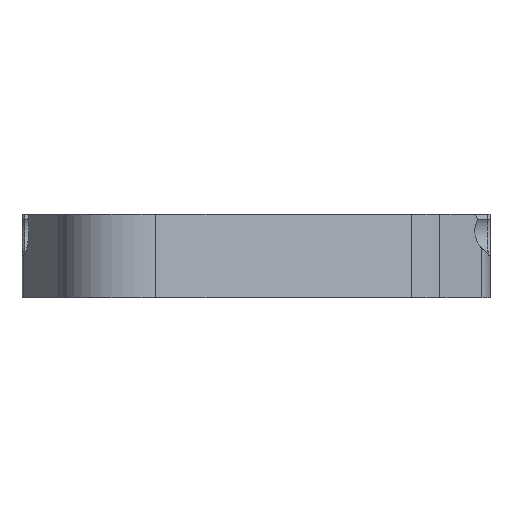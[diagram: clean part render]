
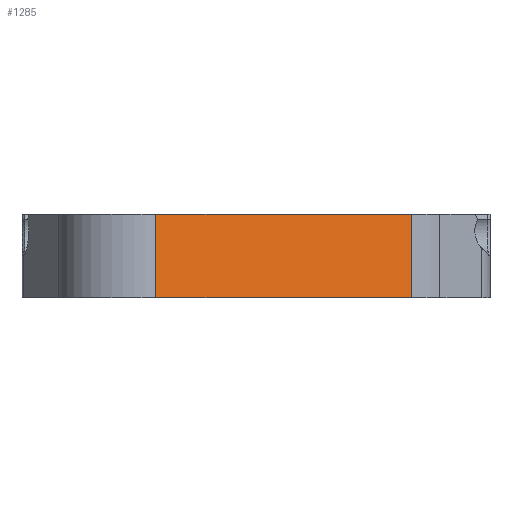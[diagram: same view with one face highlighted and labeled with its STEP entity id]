
A CAD part, front view. The second image highlights one B-rep face of the part: STEP entity #1285.
In plain terms, the highlighted planar face has unit normal (0.419, -0.908, 0).
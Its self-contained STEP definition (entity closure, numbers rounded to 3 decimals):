
#39=PLANE('',#1390);
#143=FACE_OUTER_BOUND('',#219,.T.);
#219=EDGE_LOOP('',(#1022,#1023,#1024,#1025));
#284=LINE('',#2220,#405);
#305=LINE('',#2269,#426);
#308=LINE('',#2277,#429);
#327=LINE('',#2846,#448);
#405=VECTOR('',#1526,10.);
#426=VECTOR('',#1553,10.);
#429=VECTOR('',#1562,10.);
#448=VECTOR('',#1617,10.);
#573=VERTEX_POINT('',#2213);
#576=VERTEX_POINT('',#2218);
#597=VERTEX_POINT('',#2267);
#599=VERTEX_POINT('',#2276);
#709=EDGE_CURVE('',#576,#573,#284,.T.);
#733=EDGE_CURVE('',#576,#597,#305,.T.);
#737=EDGE_CURVE('',#573,#599,#308,.T.);
#770=EDGE_CURVE('',#597,#599,#327,.T.);
#1022=ORIENTED_EDGE('',*,*,#709,.F.);
#1023=ORIENTED_EDGE('',*,*,#733,.T.);
#1024=ORIENTED_EDGE('',*,*,#770,.T.);
#1025=ORIENTED_EDGE('',*,*,#737,.F.);
#1285=ADVANCED_FACE('',(#143),#39,.T.);
#1390=AXIS2_PLACEMENT_3D('',#2845,#1615,#1616);
#1526=DIRECTION('',(0.,0.,-1.));
#1553=DIRECTION('',(-0.908,-0.419,0.));
#1562=DIRECTION('',(-0.908,-0.419,0.));
#1615=DIRECTION('center_axis',(0.419,-0.908,0.));
#1616=DIRECTION('ref_axis',(-0.908,-0.419,0.));
#1617=DIRECTION('',(0.,0.,-1.));
#2213=CARTESIAN_POINT('',(11.141,-8.103,-10.5));
#2218=CARTESIAN_POINT('',(11.141,-8.103,-4.5));
#2220=CARTESIAN_POINT('',(11.141,-8.103,-4.5));
#2267=CARTESIAN_POINT('',(-7.169,-16.547,-4.5));
#2269=CARTESIAN_POINT('',(8.656,-9.249,-4.5));
#2276=CARTESIAN_POINT('',(-7.169,-16.547,-10.5));
#2277=CARTESIAN_POINT('',(8.656,-9.249,-10.5));
#2845=CARTESIAN_POINT('Origin',(12.276,-7.58,-4.5));
#2846=CARTESIAN_POINT('',(-7.169,-16.547,-4.5));
